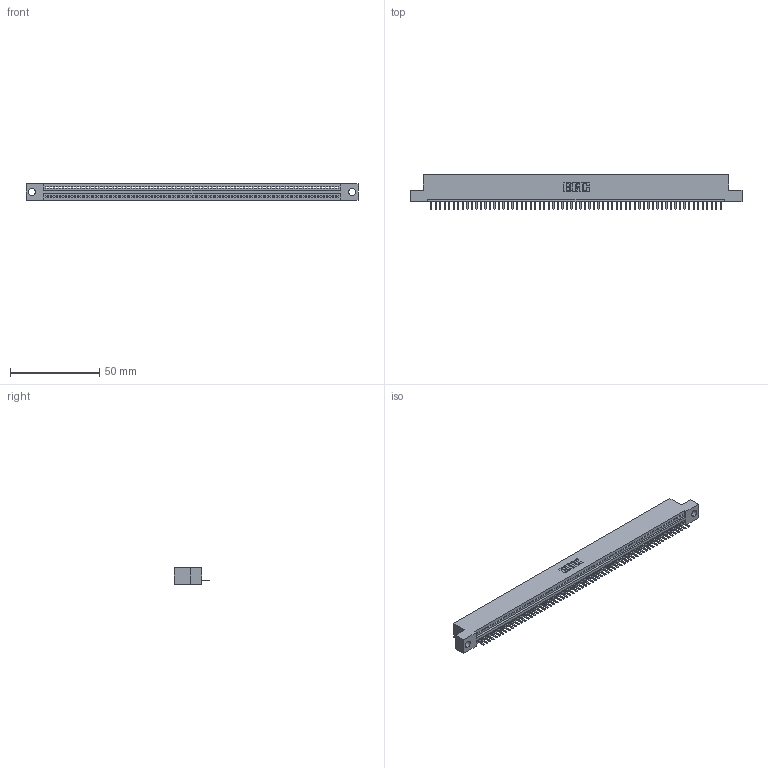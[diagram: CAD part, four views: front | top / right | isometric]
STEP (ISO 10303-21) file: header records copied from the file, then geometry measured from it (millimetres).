
FILE_DESCRIPTION (( 'STEP AP203' ), '1' );
FILE_NAME ('345-065-520-104.STEP', '2018-09-28T12:23:09', ( '' ), ( '' ), 'SwSTEP 2.0', 'SolidWorks 2016', '' );
FILE_SCHEMA (( 'CONFIG_CONTROL_DESIGN' ));
Length unit declared in the file: inch
Products named in the file (3): 345-065-520-104; 345-292-001_345-293-120; 345 Part_Flush Mounting Lugs - 0.156 Dia-TH
Assembly tree (66 placements, depth 2):
  345-065-520-104
    345 Part_Flush Mounting Lugs - 0.156 Dia-TH
    345-292-001_345-293-120  x65
Bounding box: 186.31 x 19.68 x 9.4 mm (x, y, z)
Volume: 17609.4 mm3; surface area: 22911 mm2
Topology: 66 solids, 66 shells, 4156 faces, 12301 edges, 8026 vertices
Faces by surface type: plane 2810, cylinder 1346
Entity records: 45941 total; most frequent: CARTESIAN_POINT 7975, ORIENTED_EDGE 7962, DIRECTION 6919, EDGE_CURVE 3981, LINE 3585, VECTOR 3585, VERTEX_POINT 2650, AXIS2_PLACEMENT_3D 1667
